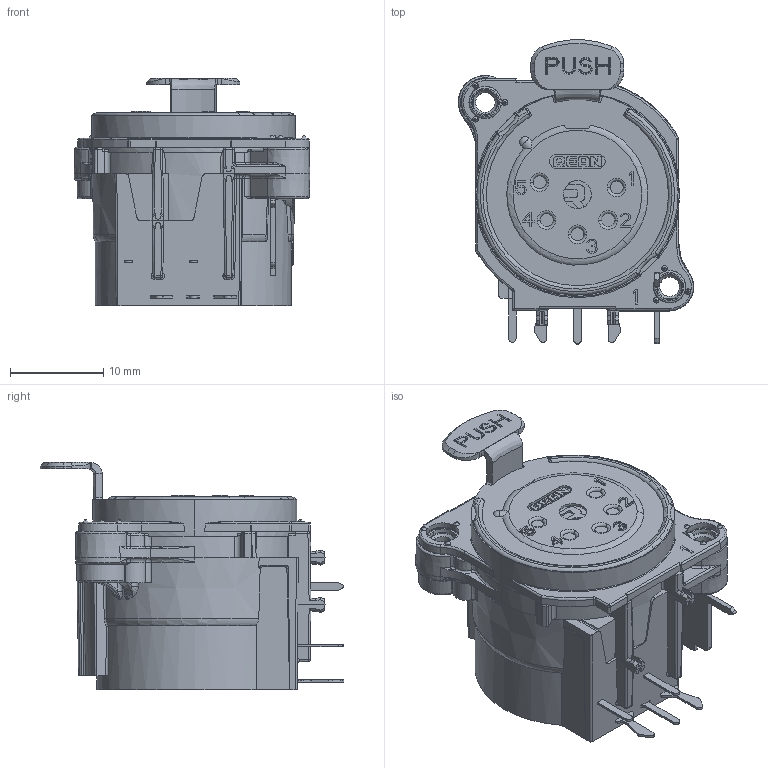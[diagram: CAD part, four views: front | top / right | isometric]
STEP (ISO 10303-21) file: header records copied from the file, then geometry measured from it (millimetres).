
FILE_DESCRIPTION((''),'2;1');
FILE_NAME('RRX5F-B-020','2024-06-27T13:31:40',('summer.xia'),(''),'CREO PARAMETRIC BY PTC INC, 2023424','CREO PARAMETRIC BY PTC INC, 2023424','');
FILE_SCHEMA(('CONFIG_CONTROL_DESIGN'));
Length unit declared in the file: millimetre
Products named in the file (1): RRX5F-B-020
Bounding box: 25.3 x 32.64 x 24.43 mm (x, y, z)
Volume: 8556.4 mm3; surface area: 3573.3 mm2
Topology: 1 solids, 9 shells, 1438 faces, 3944 edges, 2542 vertices
Faces by surface type: plane 763, cylinder 275, bspline 136, torus 111, cone 87, sphere 44, extrusion 22
Entity records: 51848 total; most frequent: CARTESIAN_POINT 17132, ORIENTED_EDGE 7734, DIRECTION 6509, EDGE_CURVE 3867, VERTEX_POINT 2454, VECTOR 2199, LINE 2177, AXIS2_PLACEMENT_3D 2155
